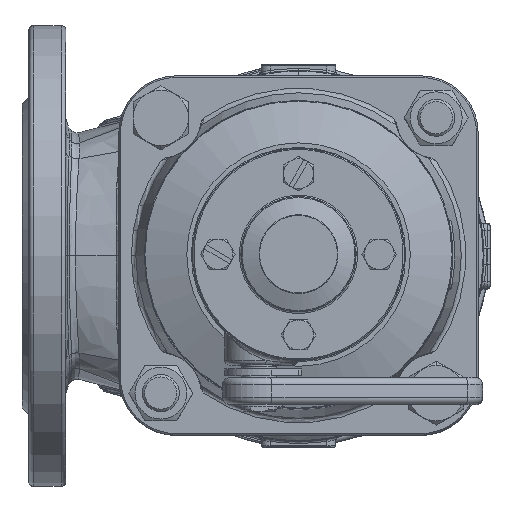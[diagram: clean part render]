
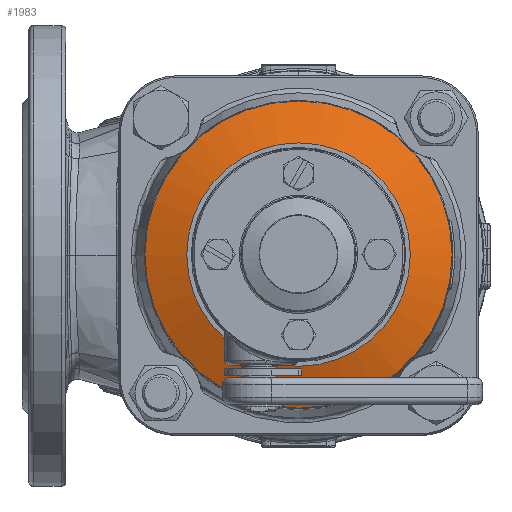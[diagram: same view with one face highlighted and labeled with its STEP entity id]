
A CAD part, top view. The second image highlights one B-rep face of the part: STEP entity #1983.
In plain terms, the highlighted conical face has half-angle 70 degrees and reference radius 48.5 mm.
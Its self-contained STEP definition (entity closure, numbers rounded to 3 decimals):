
#1860=CARTESIAN_POINT('',(66.671,0.,346.386));
#1861=VERTEX_POINT('',#1860);
#1888=CARTESIAN_POINT('',(-66.671,0.,346.386));
#1889=VERTEX_POINT('',#1888);
#1890=CARTESIAN_POINT('',(0.,0.,346.386));
#1891=DIRECTION('',(0.,0.,1.));
#1892=DIRECTION('',(1.,-0.,-0.));
#1893=AXIS2_PLACEMENT_3D('',#1890,#1891,#1892);
#1894=CIRCLE('',#1893,66.671);
#1895=EDGE_CURVE('NONE',#1889,#1861,#1894,.T.);
#1897=CARTESIAN_POINT('',(0.,0.,346.386));
#1898=DIRECTION('',(0.,0.,1.));
#1899=DIRECTION('',(1.,-0.,-0.));
#1900=AXIS2_PLACEMENT_3D('',#1897,#1898,#1899);
#1901=CIRCLE('',#1900,66.671);
#1902=EDGE_CURVE('NONE',#1861,#1889,#1901,.T.);
#1949=CARTESIAN_POINT('',(0.,0.,353.));
#1950=DIRECTION('',(-0.,-0.,-1.));
#1951=DIRECTION('',(-1.,0.,0.));
#1952=AXIS2_PLACEMENT_3D('',#1949,#1950,#1951);
#1953=CONICAL_SURFACE('',#1952,48.5,70.);
#1954=CARTESIAN_POINT('',(-48.5,0.,353.));
#1955=VERTEX_POINT('',#1954);
#1956=CARTESIAN_POINT('',(-66.671,0.,346.386));
#1957=DIRECTION('',(0.94,-0.,0.342));
#1958=VECTOR('',#1957,19.337);
#1959=LINE('',#1956,#1958);
#1960=EDGE_CURVE('',#1889,#1955,#1959,.T.);
#1961=ORIENTED_EDGE('',*,*,#1960,.T.);
#1962=CARTESIAN_POINT('',(48.5,0.,353.));
#1963=VERTEX_POINT('',#1962);
#1964=CARTESIAN_POINT('',(0.,0.,353.));
#1965=DIRECTION('',(-0.,-0.,-1.));
#1966=DIRECTION('',(-1.,0.,0.));
#1967=AXIS2_PLACEMENT_3D('',#1964,#1965,#1966);
#1968=CIRCLE('',#1967,48.5);
#1969=EDGE_CURVE('NONE',#1955,#1963,#1968,.T.);
#1970=ORIENTED_EDGE('',*,*,#1969,.T.);
#1971=CARTESIAN_POINT('',(0.,0.,353.));
#1972=DIRECTION('',(-0.,-0.,-1.));
#1973=DIRECTION('',(-1.,0.,0.));
#1974=AXIS2_PLACEMENT_3D('',#1971,#1972,#1973);
#1975=CIRCLE('',#1974,48.5);
#1976=EDGE_CURVE('NONE',#1963,#1955,#1975,.T.);
#1977=ORIENTED_EDGE('',*,*,#1976,.T.);
#1978=ORIENTED_EDGE('',*,*,#1960,.F.);
#1979=ORIENTED_EDGE('',*,*,#1895,.T.);
#1980=ORIENTED_EDGE('',*,*,#1902,.T.);
#1981=EDGE_LOOP('',(#1961,#1970,#1977,#1978,#1979,#1980));
#1982=FACE_BOUND('',#1981,.T.);
#1983=ADVANCED_FACE('NONE',(#1982),#1953,.T.);
